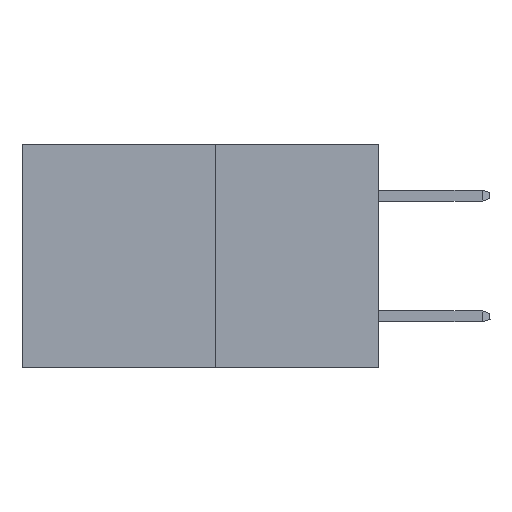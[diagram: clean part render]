
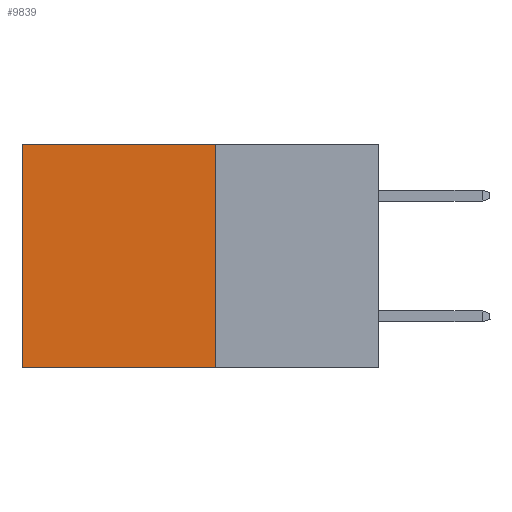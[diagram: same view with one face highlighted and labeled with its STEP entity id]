
A CAD part, left-side view. The second image highlights one B-rep face of the part: STEP entity #9839.
In plain terms, the highlighted planar face has unit normal (-1, 0, 0).
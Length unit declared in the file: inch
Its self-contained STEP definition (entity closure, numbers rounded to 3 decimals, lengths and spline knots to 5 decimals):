
#26 = EDGE_CURVE ( 'NONE', #11492, #29528, #3709, .T. ) ;
#1690 = EDGE_CURVE ( 'NONE', #11492, #3777, #26483, .T. ) ;
#3709 = LINE ( 'NONE', #6077, #23127 ) ;
#3777 = VERTEX_POINT ( 'NONE', #4833 ) ;
#4833 = CARTESIAN_POINT ( 'NONE',  ( 0.277, 0.59, 0. ) ) ;
#5527 = EDGE_CURVE ( 'NONE', #29528, #7955, #29769, .T. ) ;
#6077 = CARTESIAN_POINT ( 'NONE',  ( 0.277, 0.27, -0.37 ) ) ;
#7955 = VERTEX_POINT ( 'NONE', #16108 ) ;
#8420 = DIRECTION ( 'NONE',  ( 0., 0., -1. ) ) ;
#8527 = CARTESIAN_POINT ( 'NONE',  ( 0.277, 0.27, 0. ) ) ;
#9008 = AXIS2_PLACEMENT_3D ( 'NONE', #13377, #23515, #8420 ) ;
#9839 = ADVANCED_FACE ( 'NONE', ( #26198 ), #20997, .F. ) ;
#11492 = VERTEX_POINT ( 'NONE', #8527 ) ;
#12817 = VECTOR ( 'NONE', #27009, 39.37008 ) ;
#13132 = VECTOR ( 'NONE', #27027, 39.37008 ) ;
#13377 = CARTESIAN_POINT ( 'NONE',  ( 0.277, 0.27, -0.37 ) ) ;
#15847 = ORIENTED_EDGE ( 'NONE', *, *, #26, .F. ) ;
#16108 = CARTESIAN_POINT ( 'NONE',  ( 0.277, 0.59, -0.37 ) ) ;
#17619 = EDGE_CURVE ( 'NONE', #3777, #7955, #26171, .T. ) ;
#18617 = CARTESIAN_POINT ( 'NONE',  ( 0.277, 0.27, -0.37 ) ) ;
#18787 = EDGE_LOOP ( 'NONE', ( #25261, #26645, #15847, #28189 ) ) ;
#19088 = DIRECTION ( 'NONE',  ( 0., 1., 0. ) ) ;
#20997 = PLANE ( 'NONE',  #9008 ) ;
#21578 = VECTOR ( 'NONE', #19088, 39.37008 ) ;
#22021 = CARTESIAN_POINT ( 'NONE',  ( 0.277, 0.59, -0.37 ) ) ;
#23127 = VECTOR ( 'NONE', #30505, 39.37008 ) ;
#23515 = DIRECTION ( 'NONE',  ( 1., 0., 0. ) ) ;
#24299 = CARTESIAN_POINT ( 'NONE',  ( 0.277, 0.27, -0.37 ) ) ;
#25261 = ORIENTED_EDGE ( 'NONE', *, *, #17619, .T. ) ;
#26171 = LINE ( 'NONE', #22021, #12817 ) ;
#26198 = FACE_OUTER_BOUND ( 'NONE', #18787, .T. ) ;
#26483 = LINE ( 'NONE', #29449, #13132 ) ;
#26645 = ORIENTED_EDGE ( 'NONE', *, *, #5527, .F. ) ;
#27009 = DIRECTION ( 'NONE',  ( 0., 0., -1. ) ) ;
#27027 = DIRECTION ( 'NONE',  ( 0., 1., 0. ) ) ;
#28189 = ORIENTED_EDGE ( 'NONE', *, *, #1690, .T. ) ;
#29449 = CARTESIAN_POINT ( 'NONE',  ( 0.277, 0.27, 0. ) ) ;
#29528 = VERTEX_POINT ( 'NONE', #24299 ) ;
#29769 = LINE ( 'NONE', #18617, #21578 ) ;
#30505 = DIRECTION ( 'NONE',  ( 0., 0., -1. ) ) ;
